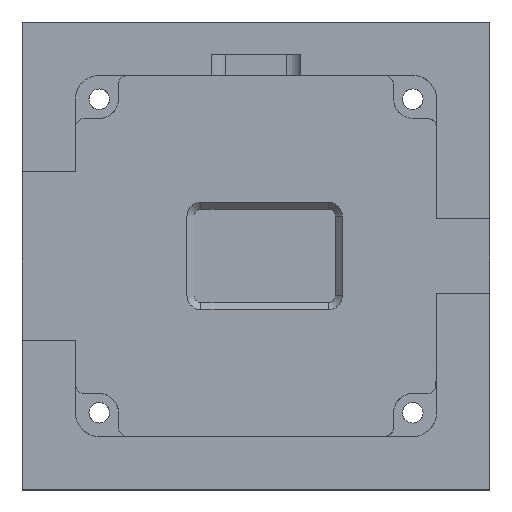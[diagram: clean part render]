
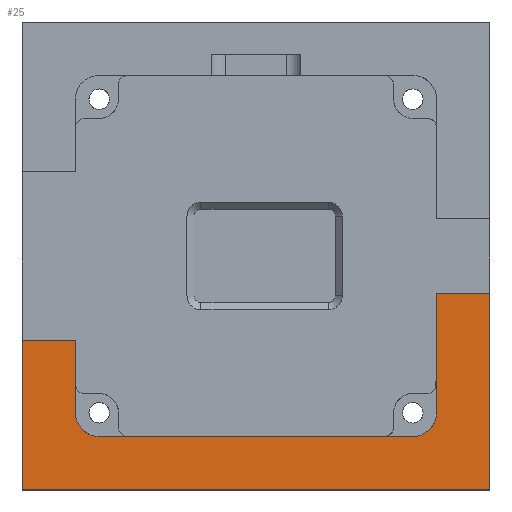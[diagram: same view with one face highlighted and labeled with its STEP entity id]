
A CAD part, top view. The second image highlights one B-rep face of the part: STEP entity #25.
In plain terms, the highlighted planar face has unit normal (0, 0, 1).
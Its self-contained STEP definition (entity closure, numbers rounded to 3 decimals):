
#25=ADVANCED_FACE('',(#95),#903,.T.);
#95=FACE_OUTER_BOUND('',#153,.T.);
#153=EDGE_LOOP('',(#238,#239,#240,#241,#242,#243,#244,#245,#246,#247));
#238=ORIENTED_EDGE('',*,*,#516,.T.);
#239=ORIENTED_EDGE('',*,*,#519,.F.);
#240=ORIENTED_EDGE('',*,*,#513,.F.);
#241=ORIENTED_EDGE('',*,*,#514,.F.);
#242=ORIENTED_EDGE('',*,*,#520,.F.);
#243=ORIENTED_EDGE('',*,*,#517,.F.);
#244=ORIENTED_EDGE('',*,*,#518,.T.);
#245=ORIENTED_EDGE('',*,*,#566,.F.);
#246=ORIENTED_EDGE('',*,*,#515,.T.);
#247=ORIENTED_EDGE('',*,*,#568,.F.);
#513=EDGE_CURVE('',#795,#797,#728,.T.);
#514=EDGE_CURVE('',#796,#795,#729,.T.);
#515=EDGE_CURVE('',#799,#800,#648,.T.);
#516=EDGE_CURVE('',#801,#802,#649,.T.);
#517=EDGE_CURVE('',#804,#798,#730,.T.);
#518=EDGE_CURVE('',#804,#803,#650,.T.);
#519=EDGE_CURVE('',#797,#802,#731,.T.);
#520=EDGE_CURVE('',#798,#796,#732,.T.);
#566=EDGE_CURVE('',#799,#803,#686,.T.);
#568=EDGE_CURVE('',#801,#800,#688,.T.);
#648=(
BOUNDED_CURVE()
B_SPLINE_CURVE(2,(#1701,#1702,#1703),.UNSPECIFIED.,.F.,.F.)
B_SPLINE_CURVE_WITH_KNOTS((3,3),(1709.706,1737.106),
 .UNSPECIFIED.)
CURVE()
GEOMETRIC_REPRESENTATION_ITEM()
RATIONAL_B_SPLINE_CURVE((1.,1.,1.))
REPRESENTATION_ITEM('')
);
#649=(
BOUNDED_CURVE()
B_SPLINE_CURVE(2,(#1704,#1705,#1706),.UNSPECIFIED.,.F.,.F.)
B_SPLINE_CURVE_WITH_KNOTS((3,3),(1746.568,1751.268),
 .UNSPECIFIED.)
CURVE()
GEOMETRIC_REPRESENTATION_ITEM()
RATIONAL_B_SPLINE_CURVE((1.,1.,1.))
REPRESENTATION_ITEM('')
);
#650=(
BOUNDED_CURVE()
B_SPLINE_CURVE(2,(#1709,#1710,#1711),.UNSPECIFIED.,.F.,.F.)
B_SPLINE_CURVE_WITH_KNOTS((3,3),(1690.544,1700.244),
 .UNSPECIFIED.)
CURVE()
GEOMETRIC_REPRESENTATION_ITEM()
RATIONAL_B_SPLINE_CURVE((1.,1.,1.))
REPRESENTATION_ITEM('')
);
#686=(
BOUNDED_CURVE()
B_SPLINE_CURVE(2,(#1949,#1950,#1951,#1952,#1953,#1954,#1955),
 .UNSPECIFIED.,.F.,.F.)
B_SPLINE_CURVE_WITH_KNOTS((3,2,2,3),(491.822,494.872,
498.878,501.928),.UNSPECIFIED.)
CURVE()
GEOMETRIC_REPRESENTATION_ITEM()
RATIONAL_B_SPLINE_CURVE((1.,1.,1.,0.707,1.,1.,1.))
REPRESENTATION_ITEM('')
);
#688=(
BOUNDED_CURVE()
B_SPLINE_CURVE(2,(#1963,#1964,#1965,#1966,#1967,#1968,#1969),
 .UNSPECIFIED.,.F.,.F.)
B_SPLINE_CURVE_WITH_KNOTS((3,2,2,3),(454.317,457.367,
461.372,464.422),.UNSPECIFIED.)
CURVE()
GEOMETRIC_REPRESENTATION_ITEM()
RATIONAL_B_SPLINE_CURVE((1.,1.,1.,0.707,1.,1.,1.))
REPRESENTATION_ITEM('')
);
#728=B_SPLINE_CURVE_WITH_KNOTS('',1,(#1697,#1698),.UNSPECIFIED.,.F.,.F.,
(2,2),(-200.,-184.),.UNSPECIFIED.);
#729=B_SPLINE_CURVE_WITH_KNOTS('',1,(#1699,#1700),.UNSPECIFIED.,.F.,.F.,
(2,2),(-50.,0.),.UNSPECIFIED.);
#730=B_SPLINE_CURVE_WITH_KNOTS('',1,(#1707,#1708),.UNSPECIFIED.,.F.,.F.,
(2,2),(0.,7.716),.UNSPECIFIED.);
#731=B_SPLINE_CURVE_WITH_KNOTS('',1,(#1712,#1713),.UNSPECIFIED.,.F.,.F.,
(2,2),(79.25,84.95),.UNSPECIFIED.);
#732=B_SPLINE_CURVE_WITH_KNOTS('',1,(#1714,#1715),.UNSPECIFIED.,.F.,.F.,
(2,2),(-71.,-50.),.UNSPECIFIED.);
#795=VERTEX_POINT('',#1592);
#796=VERTEX_POINT('',#1593);
#797=VERTEX_POINT('',#1594);
#798=VERTEX_POINT('',#1595);
#799=VERTEX_POINT('',#1596);
#800=VERTEX_POINT('',#1597);
#801=VERTEX_POINT('',#1598);
#802=VERTEX_POINT('',#1599);
#803=VERTEX_POINT('',#1600);
#804=VERTEX_POINT('',#1601);
#903=PLANE('',#954);
#954=AXIS2_PLACEMENT_3D('',#1050,#1002,$);
#1002=DIRECTION('',(0.,0.,1.));
#1050=CARTESIAN_POINT('',(-25.,25.,3.));
#1592=CARTESIAN_POINT('',(-25.,-25.,3.));
#1593=CARTESIAN_POINT('',(25.,-25.,3.));
#1594=CARTESIAN_POINT('',(-25.,-9.,3.));
#1595=CARTESIAN_POINT('',(25.,-4.,3.));
#1596=CARTESIAN_POINT('',(13.7,-19.3,3.));
#1597=CARTESIAN_POINT('',(-13.7,-19.3,3.));
#1598=CARTESIAN_POINT('',(-19.3,-13.7,3.));
#1599=CARTESIAN_POINT('',(-19.3,-9.,3.));
#1600=CARTESIAN_POINT('',(19.3,-13.7,3.));
#1601=CARTESIAN_POINT('',(19.3,-4.,3.));
#1697=CARTESIAN_POINT('',(-25.,-25.,3.));
#1698=CARTESIAN_POINT('',(-25.,-9.,3.));
#1699=CARTESIAN_POINT('',(25.,-25.,3.));
#1700=CARTESIAN_POINT('',(-25.,-25.,3.));
#1701=CARTESIAN_POINT('',(13.7,-19.3,3.));
#1702=CARTESIAN_POINT('',(0.,-19.3,3.));
#1703=CARTESIAN_POINT('',(-13.7,-19.3,3.));
#1704=CARTESIAN_POINT('',(-19.3,-13.7,3.));
#1705=CARTESIAN_POINT('',(-19.3,-11.35,3.));
#1706=CARTESIAN_POINT('',(-19.3,-9.,3.));
#1707=CARTESIAN_POINT('',(19.3,-4.,3.));
#1708=CARTESIAN_POINT('',(25.,-4.,3.));
#1709=CARTESIAN_POINT('',(19.3,-4.,3.));
#1710=CARTESIAN_POINT('',(19.3,-8.85,3.));
#1711=CARTESIAN_POINT('',(19.3,-13.7,3.));
#1712=CARTESIAN_POINT('',(-25.,-9.,3.));
#1713=CARTESIAN_POINT('',(-19.3,-9.,3.));
#1714=CARTESIAN_POINT('',(25.,-4.,3.));
#1715=CARTESIAN_POINT('',(25.,-25.,3.));
#1949=CARTESIAN_POINT('',(13.7,-19.3,3.));
#1950=CARTESIAN_POINT('',(15.225,-19.3,3.));
#1951=CARTESIAN_POINT('',(16.75,-19.3,3.));
#1952=CARTESIAN_POINT('',(19.3,-19.3,3.));
#1953=CARTESIAN_POINT('',(19.3,-16.75,3.));
#1954=CARTESIAN_POINT('',(19.3,-15.225,3.));
#1955=CARTESIAN_POINT('',(19.3,-13.7,3.));
#1963=CARTESIAN_POINT('',(-19.3,-13.7,3.));
#1964=CARTESIAN_POINT('',(-19.3,-15.225,3.));
#1965=CARTESIAN_POINT('',(-19.3,-16.75,3.));
#1966=CARTESIAN_POINT('',(-19.3,-19.3,3.));
#1967=CARTESIAN_POINT('',(-16.75,-19.3,3.));
#1968=CARTESIAN_POINT('',(-15.225,-19.3,3.));
#1969=CARTESIAN_POINT('',(-13.7,-19.3,3.));
